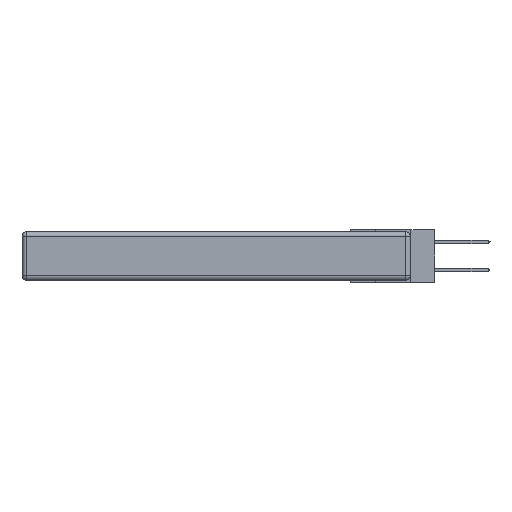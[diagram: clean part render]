
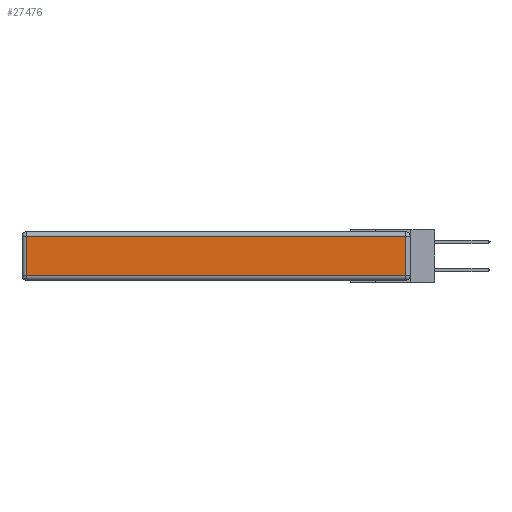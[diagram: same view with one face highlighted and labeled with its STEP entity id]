
A CAD part, left-side view. The second image highlights one B-rep face of the part: STEP entity #27476.
In plain terms, the highlighted planar face has unit normal (-1, 0, 0).
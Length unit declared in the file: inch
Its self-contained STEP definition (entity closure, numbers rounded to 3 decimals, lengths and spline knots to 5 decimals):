
#244 = PLANE ( 'NONE',  #13711 ) ;
#1705 = VECTOR ( 'NONE', #28077, 39.37008 ) ;
#3070 = EDGE_CURVE ( 'NONE', #25919, #7186, #19670, .T. ) ;
#4194 = CARTESIAN_POINT ( 'NONE',  ( 0., 2.72, -0.313 ) ) ;
#4831 = DIRECTION ( 'NONE',  ( 0., 0., 1. ) ) ;
#6603 = VERTEX_POINT ( 'NONE', #15400 ) ;
#7033 = CARTESIAN_POINT ( 'NONE',  ( 0., 0.03, -0.343 ) ) ;
#7074 = ORIENTED_EDGE ( 'NONE', *, *, #7119, .T. ) ;
#7119 = EDGE_CURVE ( 'NONE', #7186, #6603, #8734, .T. ) ;
#7186 = VERTEX_POINT ( 'NONE', #24715 ) ;
#7897 = FACE_OUTER_BOUND ( 'NONE', #10116, .T. ) ;
#8734 = LINE ( 'NONE', #21541, #14465 ) ;
#9129 = LINE ( 'NONE', #26572, #9475 ) ;
#9475 = VECTOR ( 'NONE', #26465, 39.37008 ) ;
#10116 = EDGE_LOOP ( 'NONE', ( #23204, #23841, #7074, #20483 ) ) ;
#11810 = VECTOR ( 'NONE', #24920, 39.37008 ) ;
#12040 = CARTESIAN_POINT ( 'NONE',  ( 0., 2.72, -0.343 ) ) ;
#13711 = AXIS2_PLACEMENT_3D ( 'NONE', #18613, #16326, #4831 ) ;
#14465 = VECTOR ( 'NONE', #26153, 39.37008 ) ;
#15400 = CARTESIAN_POINT ( 'NONE',  ( 0., 2.72, -0.03 ) ) ;
#15632 = VERTEX_POINT ( 'NONE', #4194 ) ;
#16326 = DIRECTION ( 'NONE',  ( -1., 0., 0. ) ) ;
#16508 = CARTESIAN_POINT ( 'NONE',  ( 0., 0.03, -0.313 ) ) ;
#18613 = CARTESIAN_POINT ( 'NONE',  ( 0., 0., -0.343 ) ) ;
#19670 = LINE ( 'NONE', #7033, #11810 ) ;
#20483 = ORIENTED_EDGE ( 'NONE', *, *, #22997, .T. ) ;
#21541 = CARTESIAN_POINT ( 'NONE',  ( 0., 2.75, -0.03 ) ) ;
#22997 = EDGE_CURVE ( 'NONE', #6603, #15632, #27821, .T. ) ;
#23204 = ORIENTED_EDGE ( 'NONE', *, *, #24260, .T. ) ;
#23841 = ORIENTED_EDGE ( 'NONE', *, *, #3070, .T. ) ;
#24260 = EDGE_CURVE ( 'NONE', #15632, #25919, #9129, .T. ) ;
#24715 = CARTESIAN_POINT ( 'NONE',  ( 0., 0.03, -0.03 ) ) ;
#24920 = DIRECTION ( 'NONE',  ( 0., 0., 1. ) ) ;
#25919 = VERTEX_POINT ( 'NONE', #16508 ) ;
#26153 = DIRECTION ( 'NONE',  ( 0., 1., 0. ) ) ;
#26465 = DIRECTION ( 'NONE',  ( 0., -1., 0. ) ) ;
#26572 = CARTESIAN_POINT ( 'NONE',  ( 0., 0., -0.313 ) ) ;
#27476 = ADVANCED_FACE ( 'NONE', ( #7897 ), #244, .T. ) ;
#27821 = LINE ( 'NONE', #12040, #1705 ) ;
#28077 = DIRECTION ( 'NONE',  ( 0., 0., -1. ) ) ;
